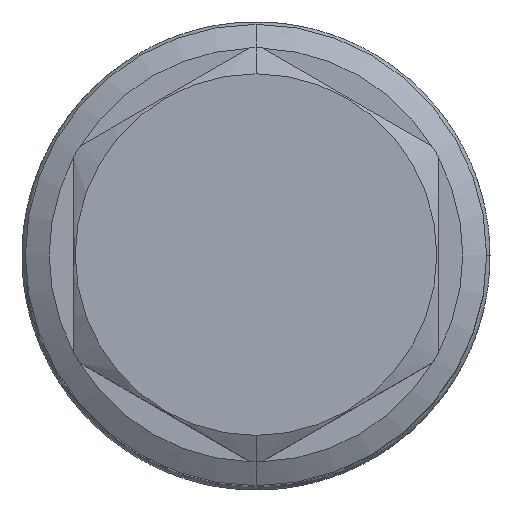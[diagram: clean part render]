
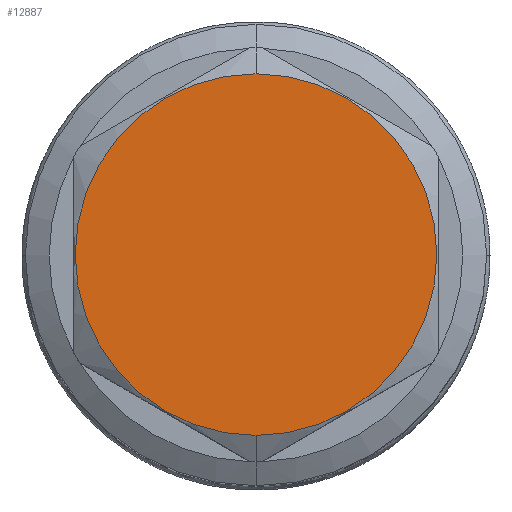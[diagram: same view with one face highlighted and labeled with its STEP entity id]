
A CAD part, top view. The second image highlights one B-rep face of the part: STEP entity #12887.
In plain terms, the highlighted planar face has unit normal (0, 0, 1).
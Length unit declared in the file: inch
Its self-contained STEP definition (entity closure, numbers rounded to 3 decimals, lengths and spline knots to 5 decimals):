
#5647=CARTESIAN_POINT('',(0.,0.,6.896));
#5648=DIRECTION('',(0.,0.,1.));
#5649=DIRECTION('',(0.,-1.,0.));
#5650=AXIS2_PLACEMENT_3D('',#5647,#5648,#5649);
#5652=CARTESIAN_POINT('',(0.,0.,6.896));
#5653=DIRECTION('',(0.,0.,1.));
#5654=DIRECTION('',(0.,1.,0.));
#5655=AXIS2_PLACEMENT_3D('',#5652,#5653,#5654);
#6037=CARTESIAN_POINT('',(0.,-0.807,6.896));
#6038=CARTESIAN_POINT('',(0.,0.807,6.896));
#6039=VERTEX_POINT('',#6037);
#6040=VERTEX_POINT('',#6038);
#12878=CARTESIAN_POINT('',(0.,0.,6.896));
#12879=DIRECTION('',(0.,0.,1.));
#12880=DIRECTION('',(0.,1.,0.));
#12881=AXIS2_PLACEMENT_3D('',#12878,#12879,#12880);
#12882=PLANE('',#12881);
#12883=ORIENTED_EDGE('',*,*,#12536,.F.);
#12884=ORIENTED_EDGE('',*,*,#12862,.F.);
#12885=EDGE_LOOP('',(#12883,#12884));
#12886=FACE_OUTER_BOUND('',#12885,.F.);
#5651=CIRCLE('',#5650,0.807);
#5656=CIRCLE('',#5655,0.807);
#12536=EDGE_CURVE('',#6039,#6040,#5651,.T.);
#12862=EDGE_CURVE('',#6040,#6039,#5656,.T.);
#12887=ADVANCED_FACE('',(#12886),#12882,.T.);
